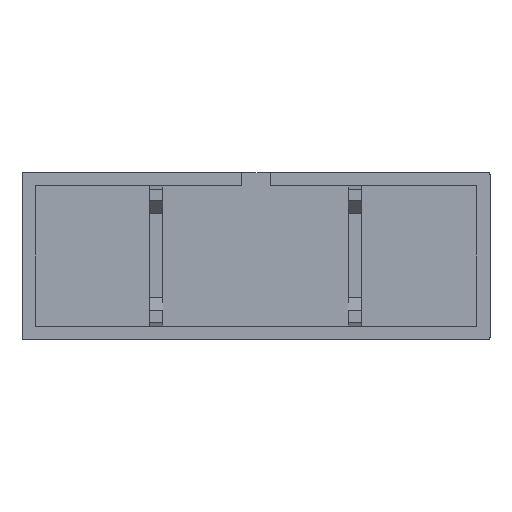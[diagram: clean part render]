
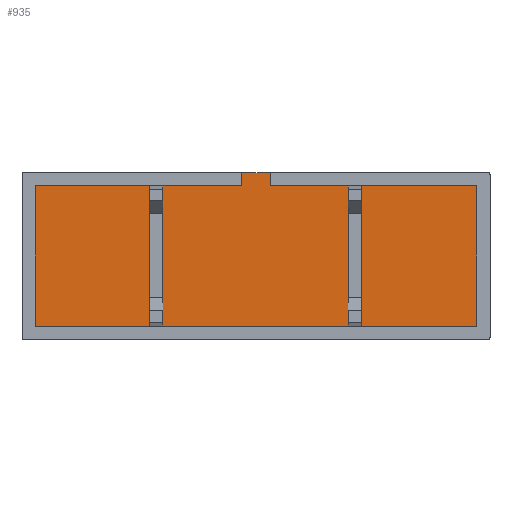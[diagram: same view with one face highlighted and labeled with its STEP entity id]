
A CAD part, front view. The second image highlights one B-rep face of the part: STEP entity #935.
In plain terms, the highlighted planar face has unit normal (0, -1, 0).
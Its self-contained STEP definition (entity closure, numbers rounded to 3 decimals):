
#13=FACE_BOUND($,#168,.T.);
#14=FACE_BOUND($,#169,.T.);
#65=PLANE($,#1009);
#116=FACE_OUTER_BOUND($,#167,.T.);
#167=EDGE_LOOP($,(#857,#858,#859,#860,#861,#862,#863,#864,#865,#866));
#168=EDGE_LOOP($,(#867,#868,#869,#870));
#169=EDGE_LOOP($,(#871,#872,#873,#874));
#174=LINE($,#1278,#281);
#188=LINE($,#1319,#295);
#214=LINE($,#1373,#321);
#216=LINE($,#1378,#323);
#218=LINE($,#1381,#325);
#219=LINE($,#1383,#326);
#243=LINE($,#1433,#350);
#247=LINE($,#1440,#354);
#248=LINE($,#1442,#355);
#249=LINE($,#1444,#356);
#255=LINE($,#1456,#362);
#256=LINE($,#1459,#363);
#267=LINE($,#1552,#374);
#272=LINE($,#1630,#379);
#274=LINE($,#1634,#381);
#276=LINE($,#1637,#383);
#281=VECTOR($,#1026,2.366);
#295=VECTOR($,#1058,2.366);
#321=VECTOR($,#1102,3.);
#323=VECTOR($,#1106,3.);
#325=VECTOR($,#1110,31.4);
#326=VECTOR($,#1113,31.4);
#350=VECTOR($,#1153,3.);
#354=VECTOR($,#1159,3.);
#355=VECTOR($,#1162,31.4);
#356=VECTOR($,#1165,31.4);
#362=VECTOR($,#1177,46.1);
#363=VECTOR($,#1180,46.1);
#374=VECTOR($,#1225,6.4);
#379=VECTOR($,#1250,31.8);
#381=VECTOR($,#1254,31.8);
#383=VECTOR($,#1258,99.6);
#385=CIRCLE($,#941,0.5);
#392=CIRCLE($,#951,0.5);
#400=VERTEX_POINT($,#1266);
#401=VERTEX_POINT($,#1268);
#404=VERTEX_POINT($,#1276);
#420=VERTEX_POINT($,#1312);
#421=VERTEX_POINT($,#1314);
#422=VERTEX_POINT($,#1318);
#440=VERTEX_POINT($,#1369);
#441=VERTEX_POINT($,#1371);
#442=VERTEX_POINT($,#1375);
#443=VERTEX_POINT($,#1377);
#460=VERTEX_POINT($,#1430);
#461=VERTEX_POINT($,#1432);
#462=VERTEX_POINT($,#1436);
#463=VERTEX_POINT($,#1438);
#466=VERTEX_POINT($,#1454);
#467=VERTEX_POINT($,#1458);
#480=VERTEX_POINT($,#1629);
#481=VERTEX_POINT($,#1633);
#484=EDGE_CURVE($,#400,#401,#385,.F.);
#489=EDGE_CURVE($,#404,#400,#174,.T.);
#507=EDGE_CURVE($,#420,#421,#392,.F.);
#509=EDGE_CURVE($,#421,#422,#188,.T.);
#536=EDGE_CURVE($,#440,#441,#214,.T.);
#538=EDGE_CURVE($,#443,#442,#216,.T.);
#540=EDGE_CURVE($,#442,#440,#218,.T.);
#541=EDGE_CURVE($,#441,#443,#219,.T.);
#565=EDGE_CURVE($,#461,#460,#243,.T.);
#569=EDGE_CURVE($,#462,#463,#247,.T.);
#570=EDGE_CURVE($,#460,#462,#248,.T.);
#571=EDGE_CURVE($,#463,#461,#249,.T.);
#577=EDGE_CURVE($,#420,#466,#255,.T.);
#578=EDGE_CURVE($,#467,#401,#256,.T.);
#599=EDGE_CURVE($,#422,#404,#267,.T.);
#608=EDGE_CURVE($,#480,#467,#272,.T.);
#610=EDGE_CURVE($,#466,#481,#274,.T.);
#612=EDGE_CURVE($,#481,#480,#276,.T.);
#857=ORIENTED_EDGE($,*,*,#608,.T.);
#858=ORIENTED_EDGE($,*,*,#578,.T.);
#859=ORIENTED_EDGE($,*,*,#484,.F.);
#860=ORIENTED_EDGE($,*,*,#489,.F.);
#861=ORIENTED_EDGE($,*,*,#599,.F.);
#862=ORIENTED_EDGE($,*,*,#509,.F.);
#863=ORIENTED_EDGE($,*,*,#507,.F.);
#864=ORIENTED_EDGE($,*,*,#577,.T.);
#865=ORIENTED_EDGE($,*,*,#610,.T.);
#866=ORIENTED_EDGE($,*,*,#612,.T.);
#867=ORIENTED_EDGE($,*,*,#538,.T.);
#868=ORIENTED_EDGE($,*,*,#540,.T.);
#869=ORIENTED_EDGE($,*,*,#536,.T.);
#870=ORIENTED_EDGE($,*,*,#541,.T.);
#871=ORIENTED_EDGE($,*,*,#569,.T.);
#872=ORIENTED_EDGE($,*,*,#571,.T.);
#873=ORIENTED_EDGE($,*,*,#565,.T.);
#874=ORIENTED_EDGE($,*,*,#570,.T.);
#935=ADVANCED_FACE($,(#116,#13,#14),#65,.T.);
#941=AXIS2_PLACEMENT_3D($,#1269,#1017,#1018);
#951=AXIS2_PLACEMENT_3D($,#1315,#1053,#1054);
#1009=AXIS2_PLACEMENT_3D($,#1638,#1259,#1260);
#1017=DIRECTION('center_axis',(0.,1.,0.));
#1018=DIRECTION('ref_axis',(-0.707,0.,-0.707));
#1026=DIRECTION($,(0.,0.,-1.));
#1053=DIRECTION('center_axis',(0.,1.,0.));
#1054=DIRECTION('ref_axis',(0.707,0.,-0.707));
#1058=DIRECTION($,(0.,0.,1.));
#1102=DIRECTION($,(-1.,0.,0.));
#1106=DIRECTION($,(1.,0.,0.));
#1110=DIRECTION($,(0.,0.,-1.));
#1113=DIRECTION($,(0.,0.,1.));
#1153=DIRECTION($,(-1.,0.,0.));
#1159=DIRECTION($,(1.,0.,0.));
#1162=DIRECTION($,(0.,0.,1.));
#1165=DIRECTION($,(0.,0.,-1.));
#1177=DIRECTION($,(-1.,0.,0.));
#1180=DIRECTION($,(-1.,0.,0.));
#1225=DIRECTION($,(1.,0.,0.));
#1250=DIRECTION($,(0.,0.,1.));
#1254=DIRECTION($,(0.,0.,-1.));
#1258=DIRECTION($,(1.,0.,0.));
#1259=DIRECTION('center_axis',(0.,-1.,0.));
#1260=DIRECTION('ref_axis',(1.,0.,0.));
#1266=CARTESIAN_POINT('',(3.2,-2.8,16.4));
#1268=CARTESIAN_POINT('',(3.7,-2.8,15.9));
#1269=CARTESIAN_POINT('Origin',(3.7,-2.8,16.4));
#1276=CARTESIAN_POINT('',(3.2,-2.8,18.766));
#1278=CARTESIAN_POINT($,(3.2,-2.8,18.766));
#1312=CARTESIAN_POINT('',(-3.7,-2.8,15.9));
#1314=CARTESIAN_POINT('',(-3.2,-2.8,16.4));
#1315=CARTESIAN_POINT('Origin',(-3.7,-2.8,16.4));
#1318=CARTESIAN_POINT('',(-3.2,-2.8,18.766));
#1319=CARTESIAN_POINT($,(-3.2,-2.8,16.4));
#1369=CARTESIAN_POINT('',(-21.,-2.8,-15.7));
#1371=CARTESIAN_POINT('',(-24.,-2.8,-15.7));
#1373=CARTESIAN_POINT($,(-21.,-2.8,-15.7));
#1375=CARTESIAN_POINT('',(-21.,-2.8,15.7));
#1377=CARTESIAN_POINT('',(-24.,-2.8,15.7));
#1378=CARTESIAN_POINT($,(-24.,-2.8,15.7));
#1381=CARTESIAN_POINT($,(-21.,-2.8,15.7));
#1383=CARTESIAN_POINT($,(-24.,-2.8,-15.7));
#1430=CARTESIAN_POINT('',(20.8,-2.8,-15.7));
#1432=CARTESIAN_POINT('',(23.8,-2.8,-15.7));
#1433=CARTESIAN_POINT($,(23.8,-2.8,-15.7));
#1436=CARTESIAN_POINT('',(20.8,-2.8,15.7));
#1438=CARTESIAN_POINT('',(23.8,-2.8,15.7));
#1440=CARTESIAN_POINT($,(20.8,-2.8,15.7));
#1442=CARTESIAN_POINT($,(20.8,-2.8,-15.7));
#1444=CARTESIAN_POINT($,(23.8,-2.8,15.7));
#1454=CARTESIAN_POINT('',(-49.8,-2.8,15.9));
#1456=CARTESIAN_POINT($,(-3.7,-2.8,15.9));
#1458=CARTESIAN_POINT('',(49.8,-2.8,15.9));
#1459=CARTESIAN_POINT($,(49.8,-2.8,15.9));
#1552=CARTESIAN_POINT($,(-3.2,-2.8,18.766));
#1629=CARTESIAN_POINT('',(49.8,-2.8,-15.9));
#1630=CARTESIAN_POINT($,(49.8,-2.8,-15.9));
#1633=CARTESIAN_POINT('',(-49.8,-2.8,-15.9));
#1634=CARTESIAN_POINT($,(-49.8,-2.8,15.9));
#1637=CARTESIAN_POINT($,(-49.8,-2.8,-15.9));
#1638=CARTESIAN_POINT('Origin',(0.,-2.8,0.));
